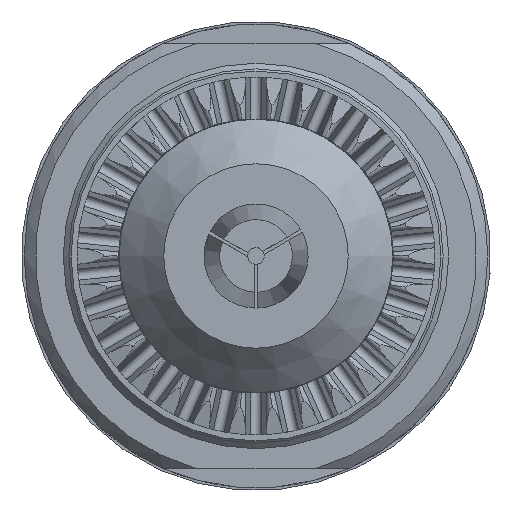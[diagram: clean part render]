
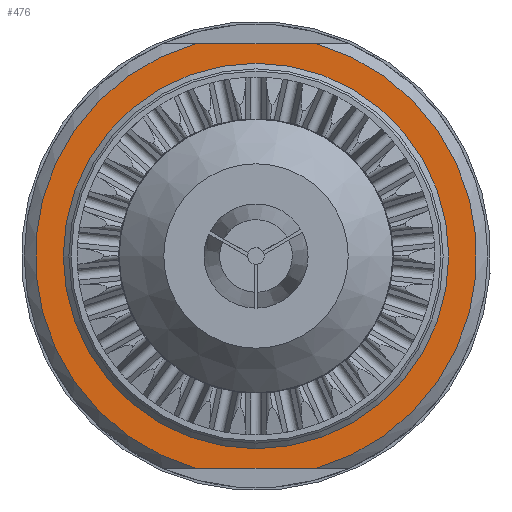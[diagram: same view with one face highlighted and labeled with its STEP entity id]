
A CAD part, left-side view. The second image highlights one B-rep face of the part: STEP entity #476.
In plain terms, the highlighted planar face has unit normal (-1, 0, 0).
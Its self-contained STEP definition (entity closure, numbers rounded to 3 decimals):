
#253=CARTESIAN_POINT('',(-118.,-5.391,-19.0));
#254=VERTEX_POINT('',#253);
#268=CARTESIAN_POINT('',(-118.,5.391,-19.0));
#269=VERTEX_POINT('',#268);
#270=CARTESIAN_POINT('',(-118.,5.391,-19.0));
#271=DIRECTION('',(0.0,-1.0,0.0));
#272=VECTOR('',#271,10.782);
#273=LINE('',#270,#272);
#274=EDGE_CURVE('',#269,#254,#273,.T.);
#339=CARTESIAN_POINT('',(-118.,5.391,19.0));
#340=VERTEX_POINT('',#339);
#354=CARTESIAN_POINT('',(-118.,-5.391,19.0));
#355=VERTEX_POINT('',#354);
#356=CARTESIAN_POINT('',(-118.,-5.391,19.0));
#357=DIRECTION('',(0.0,1.0,0.0));
#358=VECTOR('',#357,10.782);
#359=LINE('',#356,#358);
#360=EDGE_CURVE('',#355,#340,#359,.T.);
#424=CARTESIAN_POINT('',(-118.,0.,0.));
#425=DIRECTION('',(1.0,0.0,0.0));
#426=DIRECTION('',(0.0,1.0,0.0));
#427=AXIS2_PLACEMENT_3D('',#424,#425,#426);
#428=CIRCLE('',#427,19.75);
#429=EDGE_CURVE('',#269,#340,#428,.T.);
#444=CARTESIAN_POINT('',(-118.,8.,0.));
#445=VERTEX_POINT('',#444);
#446=CARTESIAN_POINT('',(-118.,0.,0.));
#447=DIRECTION('',(1.0,0.0,0.0));
#448=DIRECTION('',(0.0,1.0,0.0));
#449=AXIS2_PLACEMENT_3D('',#446,#447,#448);
#450=CIRCLE('',#449,8.0);
#451=EDGE_CURVE('',#445,#445,#450,.T.);
#456=CARTESIAN_POINT('',(-118.,13.875,0.));
#457=DIRECTION('',(-1.0,0.0,0.0));
#458=DIRECTION('',(0.0,0.0,1.0));
#459=AXIS2_PLACEMENT_3D('',#456,#457,#458);
#460=PLANE('',#459);
#461=ORIENTED_EDGE('',*,*,#274,.T.);
#462=CARTESIAN_POINT('',(-118.,0.,0.));
#463=DIRECTION('',(1.0,0.0,0.0));
#464=DIRECTION('',(0.0,1.0,0.0));
#465=AXIS2_PLACEMENT_3D('',#462,#463,#464);
#466=CIRCLE('',#465,19.75);
#467=EDGE_CURVE('',#355,#254,#466,.T.);
#468=ORIENTED_EDGE('',*,*,#467,.F.);
#469=ORIENTED_EDGE('',*,*,#360,.T.);
#470=ORIENTED_EDGE('',*,*,#429,.F.);
#471=EDGE_LOOP('',(#461,#468,#469,#470));
#472=FACE_OUTER_BOUND('',#471,.T.);
#473=ORIENTED_EDGE('',*,*,#451,.T.);
#474=EDGE_LOOP('',(#473));
#475=FACE_BOUND('',#474,.T.);
#476=ADVANCED_FACE('',(#472,#475),#460,.T.);
